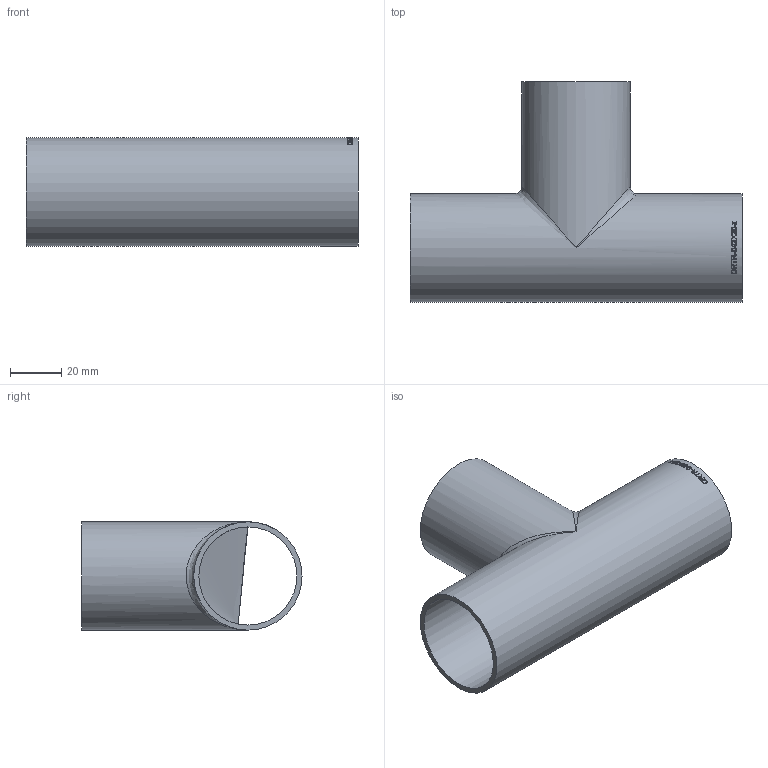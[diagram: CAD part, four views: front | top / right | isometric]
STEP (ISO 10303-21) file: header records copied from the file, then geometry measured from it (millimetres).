
FILE_DESCRIPTION (( 'STEP AP214' ), '1' );
FILE_NAME ('ORTR-042X20-x T-Stück 2004.STEP', '2020-04-06T14:06:24', ( '' ), ( '' ), 'SwSTEP 2.0', 'SolidWorks 2019', '' );
FILE_SCHEMA (( 'AUTOMOTIVE_DESIGN' ));
Length unit declared in the file: millimetre
Products named in the file (1): ORTR-042X20-x T-Stück 2004
Bounding box: 130 x 86.2 x 42.4 mm (x, y, z)
Volume: 42808.8 mm3; surface area: 43568.6 mm2
Topology: 1 solids, 1 shells, 183 faces, 487 edges, 316 vertices
Faces by surface type: bspline 97, plane 63, cylinder 23
Full cylindrical faces by diameter (mm): 38.4 x2, 42.4 x2
Entity records: 16528 total; most frequent: CARTESIAN_POINT 11001, ORIENTED_EDGE 946, EDGE_CURVE 473, DIRECTION 424, VERTEX_POINT 316, B_SPLINE_CURVE_WITH_KNOTS 297, EDGE_LOOP 211, FACE_OUTER_BOUND 187
